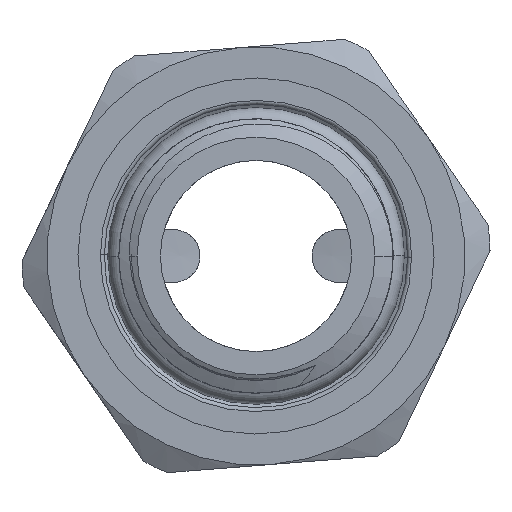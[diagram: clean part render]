
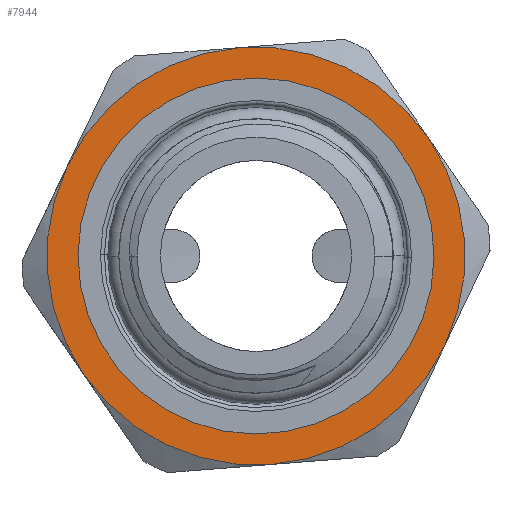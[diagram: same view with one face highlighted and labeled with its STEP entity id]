
A CAD part, left-side view. The second image highlights one B-rep face of the part: STEP entity #7944.
In plain terms, the highlighted face is planar.
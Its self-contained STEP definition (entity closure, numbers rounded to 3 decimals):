
#4419=CARTESIAN_POINT('',(-13.727,16.1,7.925));
#4441=CARTESIAN_POINT('',(0.,16.1,15.85));
#4463=CARTESIAN_POINT('',(0.,16.1,-15.85));
#4485=CARTESIAN_POINT('',(13.727,16.1,-7.925));
#4498=CARTESIAN_POINT('',(13.727,16.1,7.925));
#4500=CARTESIAN_POINT('',(0.,16.1,0.));
#4501=DIRECTION('',(0.,1.,0.));
#4502=DIRECTION('',(0.866,0.,0.5));
#4503=AXIS2_PLACEMENT_3D('',#4500,#4501,#4502);
#4553=CARTESIAN_POINT('',(-13.727,16.1,-7.925));
#4555=CARTESIAN_POINT('',(0.,16.1,0.));
#4556=DIRECTION('',(0.,1.,0.));
#4557=DIRECTION('',(-0.866,0.,-0.5));
#4558=AXIS2_PLACEMENT_3D('',#4555,#4556,#4557);
#4605=CARTESIAN_POINT('',(0.,16.1,0.));
#4606=DIRECTION('',(0.,-1.,0.));
#4607=DIRECTION('',(0.866,0.,0.5));
#4608=AXIS2_PLACEMENT_3D('',#4605,#4606,#4607);
#4610=CARTESIAN_POINT('',(0.,16.1,0.));
#4611=DIRECTION('',(0.,-1.,0.));
#4612=DIRECTION('',(0.,0.,1.));
#4613=AXIS2_PLACEMENT_3D('',#4610,#4611,#4612);
#4615=CARTESIAN_POINT('',(0.,16.1,0.));
#4616=DIRECTION('',(0.,1.,0.));
#4617=DIRECTION('',(0.,0.,-1.));
#4618=AXIS2_PLACEMENT_3D('',#4615,#4616,#4617);
#4620=CARTESIAN_POINT('',(0.,16.1,0.));
#4621=DIRECTION('',(0.,1.,0.));
#4622=DIRECTION('',(0.866,0.,-0.5));
#4623=AXIS2_PLACEMENT_3D('',#4620,#4621,#4622);
#4625=CARTESIAN_POINT('',(0.,16.1,0.));
#4626=DIRECTION('',(0.,1.,0.));
#4627=DIRECTION('',(1.,0.,0.));
#4628=AXIS2_PLACEMENT_3D('',#4625,#4626,#4627);
#4630=CARTESIAN_POINT('',(0.,16.1,0.));
#4631=DIRECTION('',(0.,1.,0.));
#4632=DIRECTION('',(-1.,0.,0.));
#4633=AXIS2_PLACEMENT_3D('',#4630,#4631,#4632);
#6959=VERTEX_POINT('',#4498);
#6960=VERTEX_POINT('',#4441);
#6961=VERTEX_POINT('',#4419);
#6980=VERTEX_POINT('',#4553);
#6981=VERTEX_POINT('',#4463);
#6982=VERTEX_POINT('',#4485);
#7009=CARTESIAN_POINT('',(12.05,16.1,0.));
#7010=CARTESIAN_POINT('',(-12.05,16.1,0.));
#7011=VERTEX_POINT('',#7009);
#7012=VERTEX_POINT('',#7010);
#7925=CARTESIAN_POINT('',(0.,16.1,0.));
#7926=DIRECTION('',(0.,-1.,0.));
#7927=DIRECTION('',(-1.,0.,0.));
#7928=AXIS2_PLACEMENT_3D('',#7925,#7926,#7927);
#7929=PLANE('',#7928);
#7930=ORIENTED_EDGE('',*,*,#7837,.F.);
#7931=ORIENTED_EDGE('',*,*,#7796,.T.);
#7932=ORIENTED_EDGE('',*,*,#7782,.T.);
#7933=ORIENTED_EDGE('',*,*,#7873,.F.);
#7934=ORIENTED_EDGE('',*,*,#7810,.F.);
#7935=ORIENTED_EDGE('',*,*,#7824,.F.);
#7936=EDGE_LOOP('',(#7930,#7931,#7932,#7933,#7934,#7935));
#7937=FACE_OUTER_BOUND('',#7936,.F.);
#7939=ORIENTED_EDGE('',*,*,#7938,.T.);
#7941=ORIENTED_EDGE('',*,*,#7940,.T.);
#7942=EDGE_LOOP('',(#7939,#7941));
#7943=FACE_BOUND('',#7942,.F.);
#7944=ADVANCED_FACE('',(#7937,#7943),#7929,.F.);
#4504=CIRCLE('',#4503,15.85);
#4559=CIRCLE('',#4558,15.85);
#4609=CIRCLE('',#4608,15.85);
#4614=CIRCLE('',#4613,15.85);
#4619=CIRCLE('',#4618,15.85);
#4624=CIRCLE('',#4623,15.85);
#4629=CIRCLE('',#4628,12.05);
#4634=CIRCLE('',#4633,12.05);
#7782=EDGE_CURVE('',#6960,#6961,#4614,.T.);
#7796=EDGE_CURVE('',#6959,#6960,#4609,.T.);
#7810=EDGE_CURVE('',#6981,#6980,#4619,.T.);
#7824=EDGE_CURVE('',#6982,#6981,#4624,.T.);
#7837=EDGE_CURVE('',#6959,#6982,#4504,.T.);
#7873=EDGE_CURVE('',#6980,#6961,#4559,.T.);
#7938=EDGE_CURVE('',#7011,#7012,#4629,.T.);
#7940=EDGE_CURVE('',#7012,#7011,#4634,.T.);
